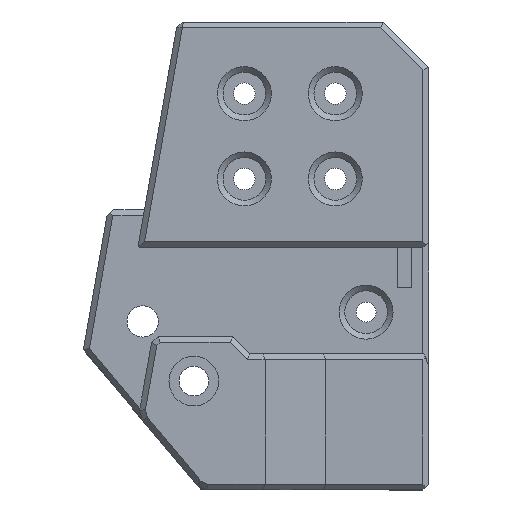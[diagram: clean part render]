
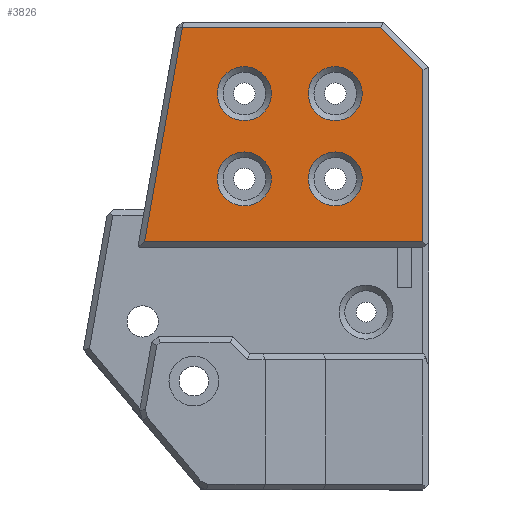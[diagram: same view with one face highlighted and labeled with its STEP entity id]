
A CAD part, front view. The second image highlights one B-rep face of the part: STEP entity #3826.
In plain terms, the highlighted planar face has unit normal (0, -1, 0).
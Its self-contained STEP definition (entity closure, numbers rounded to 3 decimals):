
#74=FACE_BOUND('',#659,.T.);
#75=FACE_BOUND('',#660,.T.);
#76=FACE_BOUND('',#661,.T.);
#77=FACE_BOUND('',#662,.T.);
#237=PLANE('',#4086);
#430=FACE_OUTER_BOUND('',#658,.T.);
#658=EDGE_LOOP('',(#3536,#3537,#3538,#3539,#3540));
#659=EDGE_LOOP('',(#3541));
#660=EDGE_LOOP('',(#3542));
#661=EDGE_LOOP('',(#3543));
#662=EDGE_LOOP('',(#3544));
#1077=LINE('',#5942,#1554);
#1120=LINE('',#6080,#1597);
#1123=LINE('',#6086,#1600);
#1131=LINE('',#6102,#1608);
#1132=LINE('',#6104,#1609);
#1554=VECTOR('',#4849,10.);
#1597=VECTOR('',#4984,10.);
#1600=VECTOR('',#4989,10.);
#1608=VECTOR('',#5005,10.);
#1609=VECTOR('',#5008,10.);
#1676=CIRCLE('',#4061,4.75);
#1677=CIRCLE('',#4063,4.75);
#1683=CIRCLE('',#4083,4.75);
#1685=CIRCLE('',#4087,4.75);
#1968=VERTEX_POINT('',#5939);
#1969=VERTEX_POINT('',#5941);
#2000=VERTEX_POINT('',#6041);
#2001=VERTEX_POINT('',#6045);
#2010=VERTEX_POINT('',#6074);
#2012=VERTEX_POINT('',#6078);
#2014=VERTEX_POINT('',#6084);
#2020=VERTEX_POINT('',#6111);
#2022=VERTEX_POINT('',#6119);
#2456=EDGE_CURVE('',#1968,#1969,#1077,.T.);
#2502=EDGE_CURVE('',#2000,#2000,#1676,.T.);
#2504=EDGE_CURVE('',#2001,#2001,#1677,.T.);
#2521=EDGE_CURVE('',#2012,#2010,#1120,.T.);
#2524=EDGE_CURVE('',#2014,#2012,#1123,.T.);
#2532=EDGE_CURVE('',#2010,#1968,#1131,.T.);
#2533=EDGE_CURVE('',#1969,#2014,#1132,.T.);
#2538=EDGE_CURVE('',#2020,#2020,#1683,.T.);
#2541=EDGE_CURVE('',#2022,#2022,#1685,.T.);
#3536=ORIENTED_EDGE('',*,*,#2532,.F.);
#3537=ORIENTED_EDGE('',*,*,#2521,.F.);
#3538=ORIENTED_EDGE('',*,*,#2524,.F.);
#3539=ORIENTED_EDGE('',*,*,#2533,.F.);
#3540=ORIENTED_EDGE('',*,*,#2456,.F.);
#3541=ORIENTED_EDGE('',*,*,#2538,.F.);
#3542=ORIENTED_EDGE('',*,*,#2502,.F.);
#3543=ORIENTED_EDGE('',*,*,#2504,.F.);
#3544=ORIENTED_EDGE('',*,*,#2541,.F.);
#3826=ADVANCED_FACE('',(#430,#74,#75,#76,#77),#237,.F.);
#4061=AXIS2_PLACEMENT_3D('',#6042,#4945,#4946);
#4063=AXIS2_PLACEMENT_3D('',#6046,#4950,#4951);
#4083=AXIS2_PLACEMENT_3D('',#6113,#5018,#5019);
#4086=AXIS2_PLACEMENT_3D('',#6118,#5025,#5026);
#4087=AXIS2_PLACEMENT_3D('',#6120,#5027,#5028);
#4849=DIRECTION('',(-1.,0.,0.));
#4945=DIRECTION('center_axis',(0.,-1.,0.));
#4946=DIRECTION('ref_axis',(-1.,0.,0.));
#4950=DIRECTION('center_axis',(0.,-1.,0.));
#4951=DIRECTION('ref_axis',(-1.,0.,0.));
#4984=DIRECTION('',(0.707,0.,-0.707));
#4989=DIRECTION('',(1.,0.,0.));
#5005=DIRECTION('',(0.,0.,-1.));
#5008=DIRECTION('',(0.174,0.,0.985));
#5018=DIRECTION('center_axis',(0.,-1.,0.));
#5019=DIRECTION('ref_axis',(-1.,0.,0.));
#5025=DIRECTION('center_axis',(0.,1.,0.));
#5026=DIRECTION('ref_axis',(-1.,0.,0.));
#5027=DIRECTION('center_axis',(0.,-1.,0.));
#5028=DIRECTION('ref_axis',(-1.,0.,0.));
#5939=CARTESIAN_POINT('',(-77.8,-72.284,359.773));
#5941=CARTESIAN_POINT('',(-126.753,-72.284,359.773));
#5942=CARTESIAN_POINT('',(-125.596,-72.284,359.773));
#6041=CARTESIAN_POINT('',(-104.468,-72.284,385.856));
#6042=CARTESIAN_POINT('Origin',(-109.218,-72.284,385.856));
#6045=CARTESIAN_POINT('',(-104.468,-72.284,370.856));
#6046=CARTESIAN_POINT('Origin',(-109.218,-72.284,370.856));
#6074=CARTESIAN_POINT('',(-77.8,-72.284,390.043));
#6078=CARTESIAN_POINT('',(-85.214,-72.284,397.457));
#6080=CARTESIAN_POINT('',(-78.691,-72.284,390.934));
#6084=CARTESIAN_POINT('',(-120.108,-72.284,397.457));
#6086=CARTESIAN_POINT('',(-92.918,-72.284,397.457));
#6102=CARTESIAN_POINT('',(-77.8,-72.284,339.471));
#6104=CARTESIAN_POINT('',(-126.374,-72.284,361.923));
#6111=CARTESIAN_POINT('',(-88.468,-72.284,385.856));
#6113=CARTESIAN_POINT('Origin',(-93.218,-72.284,385.856));
#6118=CARTESIAN_POINT('Origin',(-106.191,-72.284,357.799));
#6119=CARTESIAN_POINT('',(-88.468,-72.284,370.856));
#6120=CARTESIAN_POINT('Origin',(-93.218,-72.284,370.856));
